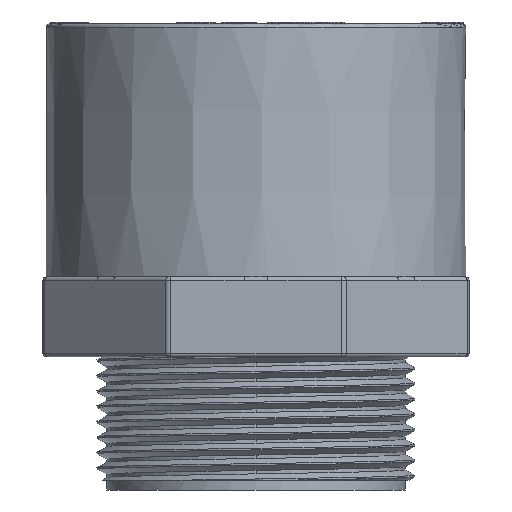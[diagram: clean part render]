
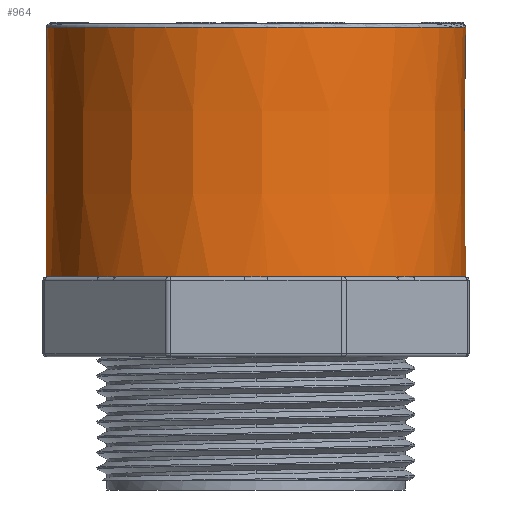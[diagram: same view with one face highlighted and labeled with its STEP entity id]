
A CAD part, left-side view. The second image highlights one B-rep face of the part: STEP entity #964.
In plain terms, the highlighted conical face has half-angle 0.075 degrees and reference radius 31.5 mm.
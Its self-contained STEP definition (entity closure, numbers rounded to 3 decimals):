
#76=CONICAL_SURFACE('',#15252,31.5,0.075);
#964=ADVANCED_FACE('',(#4263,#4264),#76,.T.);
#4124=CIRCLE('',#15200,31.55);
#4126=CIRCLE('',#15203,31.55);
#4128=CIRCLE('',#15206,31.55);
#4130=CIRCLE('',#15209,31.55);
#4145=CIRCLE('',#15238,31.501);
#4146=CIRCLE('',#15240,31.55);
#4147=CIRCLE('',#15241,31.55);
#4148=CIRCLE('',#15242,31.55);
#4149=CIRCLE('',#15243,31.55);
#4150=CIRCLE('',#15244,31.55);
#4151=CIRCLE('',#15245,31.55);
#4152=CIRCLE('',#15246,31.55);
#4153=CIRCLE('',#15247,31.55);
#4154=CIRCLE('',#15248,31.55);
#4155=CIRCLE('',#15249,31.55);
#4156=CIRCLE('',#15250,31.55);
#4157=CIRCLE('',#15251,31.55);
#4263=FACE_BOUND('',#4341,.T.);
#4264=FACE_BOUND('',#4342,.T.);
#4341=EDGE_LOOP('',(#5779,#5780,#5781,#5782,#5783,#5784,#5785,#5786,#5787,
#5788,#5789,#5790,#5791,#5792,#5793,#5794));
#4342=EDGE_LOOP('',(#5795));
#5779=ORIENTED_EDGE('',*,*,#11982,.F.);
#5780=ORIENTED_EDGE('',*,*,#11983,.F.);
#5781=ORIENTED_EDGE('',*,*,#11935,.F.);
#5782=ORIENTED_EDGE('',*,*,#11984,.F.);
#5783=ORIENTED_EDGE('',*,*,#11931,.F.);
#5784=ORIENTED_EDGE('',*,*,#11985,.F.);
#5785=ORIENTED_EDGE('',*,*,#11927,.F.);
#5786=ORIENTED_EDGE('',*,*,#11986,.F.);
#5787=ORIENTED_EDGE('',*,*,#11923,.F.);
#5788=ORIENTED_EDGE('',*,*,#11987,.F.);
#5789=ORIENTED_EDGE('',*,*,#11988,.F.);
#5790=ORIENTED_EDGE('',*,*,#11989,.F.);
#5791=ORIENTED_EDGE('',*,*,#11990,.F.);
#5792=ORIENTED_EDGE('',*,*,#11991,.F.);
#5793=ORIENTED_EDGE('',*,*,#11992,.F.);
#5794=ORIENTED_EDGE('',*,*,#11993,.F.);
#5795=ORIENTED_EDGE('',*,*,#11981,.T.);
#10371=VERTEX_POINT('',#24122);
#10372=VERTEX_POINT('',#24124);
#10375=VERTEX_POINT('',#24131);
#10376=VERTEX_POINT('',#24133);
#10379=VERTEX_POINT('',#24140);
#10380=VERTEX_POINT('',#24142);
#10383=VERTEX_POINT('',#24149);
#10384=VERTEX_POINT('',#24151);
#10419=VERTEX_POINT('',#24276);
#10420=VERTEX_POINT('',#24279);
#10421=VERTEX_POINT('',#24280);
#10422=VERTEX_POINT('',#24286);
#10423=VERTEX_POINT('',#24288);
#10424=VERTEX_POINT('',#24290);
#10425=VERTEX_POINT('',#24292);
#10426=VERTEX_POINT('',#24294);
#10427=VERTEX_POINT('',#24296);
#11923=EDGE_CURVE('',#10371,#10372,#4124,.T.);
#11927=EDGE_CURVE('',#10375,#10376,#4126,.T.);
#11931=EDGE_CURVE('',#10379,#10380,#4128,.T.);
#11935=EDGE_CURVE('',#10383,#10384,#4130,.T.);
#11981=EDGE_CURVE('',#10419,#10419,#4145,.T.);
#11982=EDGE_CURVE('',#10420,#10421,#4146,.T.);
#11983=EDGE_CURVE('',#10384,#10420,#4147,.T.);
#11984=EDGE_CURVE('',#10380,#10383,#4148,.T.);
#11985=EDGE_CURVE('',#10376,#10379,#4149,.T.);
#11986=EDGE_CURVE('',#10372,#10375,#4150,.T.);
#11987=EDGE_CURVE('',#10422,#10371,#4151,.T.);
#11988=EDGE_CURVE('',#10423,#10422,#4152,.T.);
#11989=EDGE_CURVE('',#10424,#10423,#4153,.T.);
#11990=EDGE_CURVE('',#10425,#10424,#4154,.T.);
#11991=EDGE_CURVE('',#10426,#10425,#4155,.T.);
#11992=EDGE_CURVE('',#10427,#10426,#4156,.T.);
#11993=EDGE_CURVE('',#10421,#10427,#4157,.T.);
#15200=AXIS2_PLACEMENT_3D('',#24123,#16172,#16173);
#15203=AXIS2_PLACEMENT_3D('',#24132,#16180,#16181);
#15206=AXIS2_PLACEMENT_3D('',#24141,#16188,#16189);
#15209=AXIS2_PLACEMENT_3D('',#24150,#16196,#16197);
#15238=AXIS2_PLACEMENT_3D('',#24275,#16280,#16281);
#15240=AXIS2_PLACEMENT_3D('',#24278,#16284,#16285);
#15241=AXIS2_PLACEMENT_3D('',#24281,#16286,#16287);
#15242=AXIS2_PLACEMENT_3D('',#24282,#16288,#16289);
#15243=AXIS2_PLACEMENT_3D('',#24283,#16290,#16291);
#15244=AXIS2_PLACEMENT_3D('',#24284,#16292,#16293);
#15245=AXIS2_PLACEMENT_3D('',#24285,#16294,#16295);
#15246=AXIS2_PLACEMENT_3D('',#24287,#16296,#16297);
#15247=AXIS2_PLACEMENT_3D('',#24289,#16298,#16299);
#15248=AXIS2_PLACEMENT_3D('',#24291,#16300,#16301);
#15249=AXIS2_PLACEMENT_3D('',#24293,#16302,#16303);
#15250=AXIS2_PLACEMENT_3D('',#24295,#16304,#16305);
#15251=AXIS2_PLACEMENT_3D('',#24297,#16306,#16307);
#15252=AXIS2_PLACEMENT_3D('',#24298,#16308,#16309);
#16172=DIRECTION('',(0.,0.,-1.));
#16173=DIRECTION('',(0.,1.,0.));
#16180=DIRECTION('',(0.,0.,-1.));
#16181=DIRECTION('',(0.,1.,0.));
#16188=DIRECTION('',(0.,0.,-1.));
#16189=DIRECTION('',(0.,1.,0.));
#16196=DIRECTION('',(0.,0.,-1.));
#16197=DIRECTION('',(0.,1.,0.));
#16280=DIRECTION('',(0.,0.,-1.));
#16281=DIRECTION('',(0.,-1.,0.));
#16284=DIRECTION('',(0.,0.,-1.));
#16285=DIRECTION('',(0.,1.,0.));
#16286=DIRECTION('',(0.,0.,-1.));
#16287=DIRECTION('',(0.,1.,0.));
#16288=DIRECTION('',(0.,0.,-1.));
#16289=DIRECTION('',(0.,1.,0.));
#16290=DIRECTION('',(0.,0.,-1.));
#16291=DIRECTION('',(0.,1.,0.));
#16292=DIRECTION('',(0.,0.,-1.));
#16293=DIRECTION('',(0.,1.,0.));
#16294=DIRECTION('',(0.,0.,-1.));
#16295=DIRECTION('',(0.,1.,0.));
#16296=DIRECTION('',(0.,0.,-1.));
#16297=DIRECTION('',(0.,1.,0.));
#16298=DIRECTION('',(0.,0.,-1.));
#16299=DIRECTION('',(0.,1.,0.));
#16300=DIRECTION('',(0.,0.,-1.));
#16301=DIRECTION('',(0.,1.,0.));
#16302=DIRECTION('',(0.,0.,-1.));
#16303=DIRECTION('',(0.,1.,0.));
#16304=DIRECTION('',(0.,0.,-1.));
#16305=DIRECTION('',(0.,1.,0.));
#16306=DIRECTION('',(0.,0.,-1.));
#16307=DIRECTION('',(0.,1.,0.));
#16308=DIRECTION('',(0.,0.,-1.));
#16309=DIRECTION('',(0.,1.,0.));
#24122=CARTESIAN_POINT('',(-58.776,713.,-14.504));
#24123=CARTESIAN_POINT('',(-57.,744.5,-14.504));
#24124=CARTESIAN_POINT('',(-78.018,720.971,-14.504));
#24131=CARTESIAN_POINT('',(-80.529,723.482,-14.504));
#24132=CARTESIAN_POINT('',(-57.,744.5,-14.504));
#24133=CARTESIAN_POINT('',(-88.5,742.724,-14.504));
#24140=CARTESIAN_POINT('',(-88.5,746.276,-14.504));
#24141=CARTESIAN_POINT('',(-57.,744.5,-14.504));
#24142=CARTESIAN_POINT('',(-80.529,765.518,-14.504));
#24149=CARTESIAN_POINT('',(-78.018,768.029,-14.504));
#24150=CARTESIAN_POINT('',(-57.,744.5,-14.504));
#24151=CARTESIAN_POINT('',(-58.776,776.,-14.504));
#24275=CARTESIAN_POINT('',(-57.,744.5,22.997));
#24276=CARTESIAN_POINT('',(-57.,712.999,22.997));
#24278=CARTESIAN_POINT('',(-57.,744.5,-14.504));
#24279=CARTESIAN_POINT('',(-55.224,776.,-14.504));
#24280=CARTESIAN_POINT('',(-35.982,768.029,-14.504));
#24281=CARTESIAN_POINT('',(-57.,744.5,-14.504));
#24282=CARTESIAN_POINT('',(-57.,744.5,-14.504));
#24283=CARTESIAN_POINT('',(-57.,744.5,-14.504));
#24284=CARTESIAN_POINT('',(-57.,744.5,-14.504));
#24285=CARTESIAN_POINT('',(-57.,744.5,-14.504));
#24286=CARTESIAN_POINT('',(-55.224,713.,-14.504));
#24287=CARTESIAN_POINT('',(-57.,744.5,-14.504));
#24288=CARTESIAN_POINT('',(-35.982,720.971,-14.504));
#24289=CARTESIAN_POINT('',(-57.,744.5,-14.504));
#24290=CARTESIAN_POINT('',(-33.471,723.482,-14.504));
#24291=CARTESIAN_POINT('',(-57.,744.5,-14.504));
#24292=CARTESIAN_POINT('',(-25.5,742.724,-14.504));
#24293=CARTESIAN_POINT('',(-57.,744.5,-14.504));
#24294=CARTESIAN_POINT('',(-25.5,746.276,-14.504));
#24295=CARTESIAN_POINT('',(-57.,744.5,-14.504));
#24296=CARTESIAN_POINT('',(-33.471,765.518,-14.504));
#24297=CARTESIAN_POINT('',(-57.,744.5,-14.504));
#24298=CARTESIAN_POINT('',(-57.,744.5,23.496));
